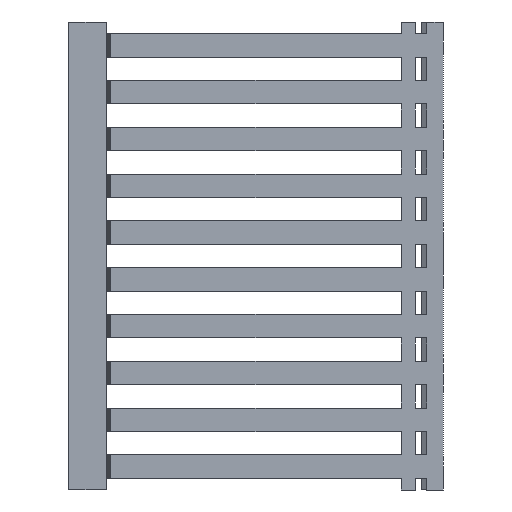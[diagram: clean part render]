
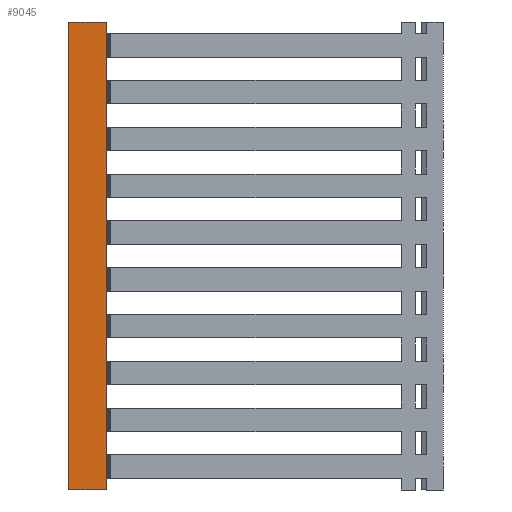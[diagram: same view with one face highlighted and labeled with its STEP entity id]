
A CAD part, left-side view. The second image highlights one B-rep face of the part: STEP entity #9045.
In plain terms, the highlighted planar face has unit normal (-1, 0, 0).
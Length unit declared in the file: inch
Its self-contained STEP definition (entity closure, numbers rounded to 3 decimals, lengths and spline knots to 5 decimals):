
#53 = CARTESIAN_POINT ( 'NONE',  ( -1.1811, 2.83465, -3.93701 ) ) ;
#784 = EDGE_CURVE ( 'NONE', #10628, #4683, #6684, .T. ) ;
#912 = ORIENTED_EDGE ( 'NONE', *, *, #2647, .F. ) ;
#1474 = VECTOR ( 'NONE', #4913, 39.37008 ) ;
#1772 = VERTEX_POINT ( 'NONE', #3157 ) ;
#2283 = AXIS2_PLACEMENT_3D ( 'NONE', #5965, #11547, #5024 ) ;
#2647 = EDGE_CURVE ( 'NONE', #8736, #1772, #8056, .T. ) ;
#2935 = VECTOR ( 'NONE', #10641, 39.37008 ) ;
#3157 = CARTESIAN_POINT ( 'NONE',  ( -1.1811, 3.14961, 0. ) ) ;
#3221 = EDGE_LOOP ( 'NONE', ( #8226, #9516, #10808, #912 ) ) ;
#3417 = VECTOR ( 'NONE', #7981, 39.37008 ) ;
#3477 = FACE_OUTER_BOUND ( 'NONE', #3221, .T. ) ;
#3731 = CARTESIAN_POINT ( 'NONE',  ( -1.1811, 3.14961, -3.93701 ) ) ;
#4683 = VERTEX_POINT ( 'NONE', #7978 ) ;
#4913 = DIRECTION ( 'NONE',  ( 0., 0., 1. ) ) ;
#5024 = DIRECTION ( 'NONE',  ( 0., 0., 1. ) ) ;
#5075 = PLANE ( 'NONE',  #2283 ) ;
#5260 = LINE ( 'NONE', #8866, #3417 ) ;
#5270 = DIRECTION ( 'NONE',  ( 0., 1., 0. ) ) ;
#5735 = EDGE_CURVE ( 'NONE', #8736, #10628, #5260, .T. ) ;
#5965 = CARTESIAN_POINT ( 'NONE',  ( -1.1811, 3.14961, -3.93701 ) ) ;
#6597 = VECTOR ( 'NONE', #5270, 39.37008 ) ;
#6684 = LINE ( 'NONE', #10277, #1474 ) ;
#7046 = LINE ( 'NONE', #9757, #6597 ) ;
#7978 = CARTESIAN_POINT ( 'NONE',  ( -1.1811, 2.83465, 0. ) ) ;
#7981 = DIRECTION ( 'NONE',  ( 0., -1., 0. ) ) ;
#8056 = LINE ( 'NONE', #10757, #2935 ) ;
#8226 = ORIENTED_EDGE ( 'NONE', *, *, #5735, .T. ) ;
#8736 = VERTEX_POINT ( 'NONE', #3731 ) ;
#8866 = CARTESIAN_POINT ( 'NONE',  ( -1.1811, 3.14961, -3.93701 ) ) ;
#9045 = ADVANCED_FACE ( 'NONE', ( #3477 ), #5075, .T. ) ;
#9516 = ORIENTED_EDGE ( 'NONE', *, *, #784, .T. ) ;
#9757 = CARTESIAN_POINT ( 'NONE',  ( -1.1811, 3.14961, 0. ) ) ;
#10277 = CARTESIAN_POINT ( 'NONE',  ( -1.1811, 2.83465, -3.93701 ) ) ;
#10628 = VERTEX_POINT ( 'NONE', #53 ) ;
#10641 = DIRECTION ( 'NONE',  ( 0., 0., 1. ) ) ;
#10757 = CARTESIAN_POINT ( 'NONE',  ( -1.1811, 3.14961, -3.93701 ) ) ;
#10808 = ORIENTED_EDGE ( 'NONE', *, *, #10818, .T. ) ;
#10818 = EDGE_CURVE ( 'NONE', #4683, #1772, #7046, .T. ) ;
#11547 = DIRECTION ( 'NONE',  ( -1., 0., 0. ) ) ;
